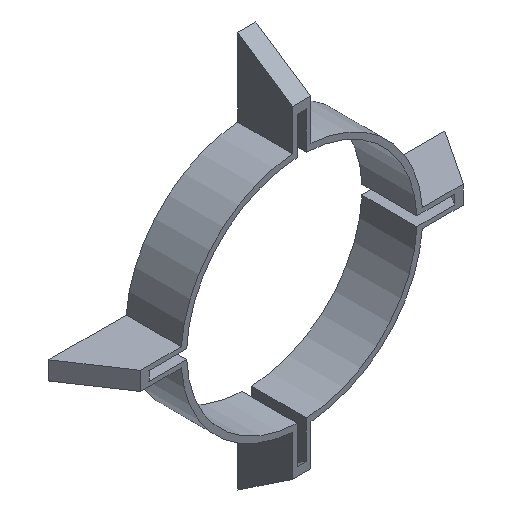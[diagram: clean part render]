
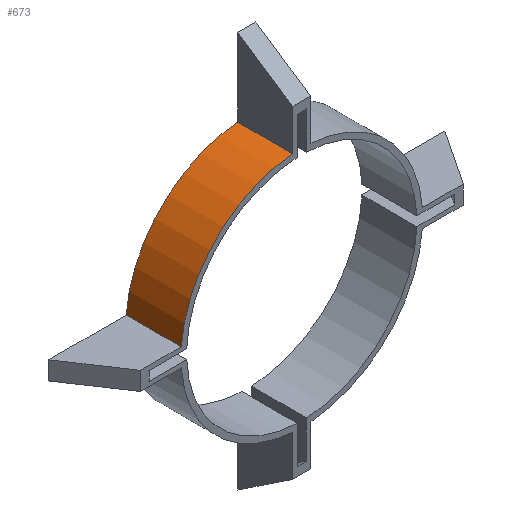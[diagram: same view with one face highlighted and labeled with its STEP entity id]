
A CAD part, isometric view. The second image highlights one B-rep face of the part: STEP entity #673.
In plain terms, the highlighted cylindrical face has radius 41.903 mm (diameter 83.807 mm), a partial arc.
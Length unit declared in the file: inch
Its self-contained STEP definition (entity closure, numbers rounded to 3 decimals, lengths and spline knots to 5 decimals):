
#55 = ORIENTED_EDGE ( 'NONE', *, *, #476, .T. ) ;
#83 = DIRECTION ( 'NONE',  ( 0., -1., 0. ) ) ;
#161 = DIRECTION ( 'NONE',  ( 0., 0., -1. ) ) ;
#163 = DIRECTION ( 'NONE',  ( 0., 0., -1. ) ) ;
#164 = VERTEX_POINT ( 'NONE', #991 ) ;
#173 = EDGE_CURVE ( 'NONE', #164, #552, #213, .T. ) ;
#213 = LINE ( 'NONE', #291, #1056 ) ;
#259 = CARTESIAN_POINT ( 'NONE',  ( -1.645, -0.92092, 0.125 ) ) ;
#291 = CARTESIAN_POINT ( 'NONE',  ( -0.125, 2.25, 1.645 ) ) ;
#299 = CARTESIAN_POINT ( 'NONE',  ( -0.125, -0.17092, 1.645 ) ) ;
#338 = ORIENTED_EDGE ( 'NONE', *, *, #579, .T. ) ;
#353 = CIRCLE ( 'NONE', #1000, 1.64974 ) ;
#403 = DIRECTION ( 'NONE',  ( 0., 1., 0. ) ) ;
#476 = EDGE_CURVE ( 'NONE', #552, #488, #907, .T. ) ;
#488 = VERTEX_POINT ( 'NONE', #629 ) ;
#503 = FACE_OUTER_BOUND ( 'NONE', #697, .T. ) ;
#510 = CARTESIAN_POINT ( 'NONE',  ( -1.645, 2.25, 0.125 ) ) ;
#539 = EDGE_CURVE ( 'NONE', #832, #164, #353, .T. ) ;
#552 = VERTEX_POINT ( 'NONE', #299 ) ;
#579 = EDGE_CURVE ( 'NONE', #488, #832, #773, .T. ) ;
#629 = CARTESIAN_POINT ( 'NONE',  ( -1.645, -0.17092, 0.125 ) ) ;
#647 = DIRECTION ( 'NONE',  ( 0., 0., 1. ) ) ;
#672 = DIRECTION ( 'NONE',  ( 0., 1., 0. ) ) ;
#673 = ADVANCED_FACE ( 'NONE', ( #503 ), #1028, .T. ) ;
#678 = ORIENTED_EDGE ( 'NONE', *, *, #173, .T. ) ;
#697 = EDGE_LOOP ( 'NONE', ( #678, #55, #338, #1046 ) ) ;
#707 = AXIS2_PLACEMENT_3D ( 'NONE', #1064, #1059, #163 ) ;
#773 = LINE ( 'NONE', #510, #806 ) ;
#806 = VECTOR ( 'NONE', #1120, 39.37008 ) ;
#832 = VERTEX_POINT ( 'NONE', #259 ) ;
#839 = CARTESIAN_POINT ( 'NONE',  ( 0., -0.92092, 0. ) ) ;
#841 = AXIS2_PLACEMENT_3D ( 'NONE', #941, #83, #161 ) ;
#907 = CIRCLE ( 'NONE', #707, 1.64974 ) ;
#941 = CARTESIAN_POINT ( 'NONE',  ( 0., 2.25, 0. ) ) ;
#991 = CARTESIAN_POINT ( 'NONE',  ( -0.125, -0.92092, 1.645 ) ) ;
#1000 = AXIS2_PLACEMENT_3D ( 'NONE', #839, #403, #647 ) ;
#1028 = CYLINDRICAL_SURFACE ( 'NONE', #841, 1.64974 ) ;
#1046 = ORIENTED_EDGE ( 'NONE', *, *, #539, .T. ) ;
#1056 = VECTOR ( 'NONE', #672, 39.37008 ) ;
#1059 = DIRECTION ( 'NONE',  ( 0., -1., 0. ) ) ;
#1064 = CARTESIAN_POINT ( 'NONE',  ( 0., -0.17092, 0. ) ) ;
#1120 = DIRECTION ( 'NONE',  ( 0., -1., 0. ) ) ;
